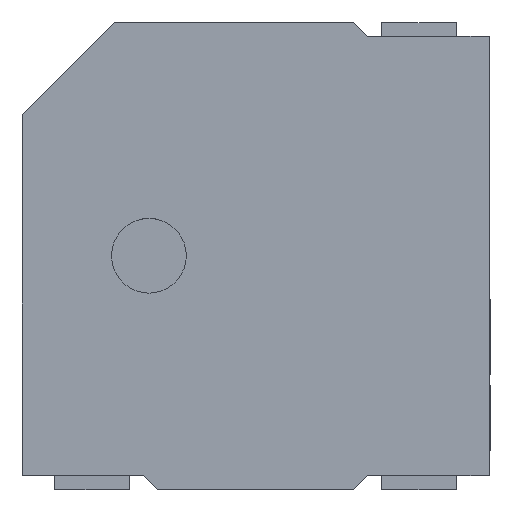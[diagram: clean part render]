
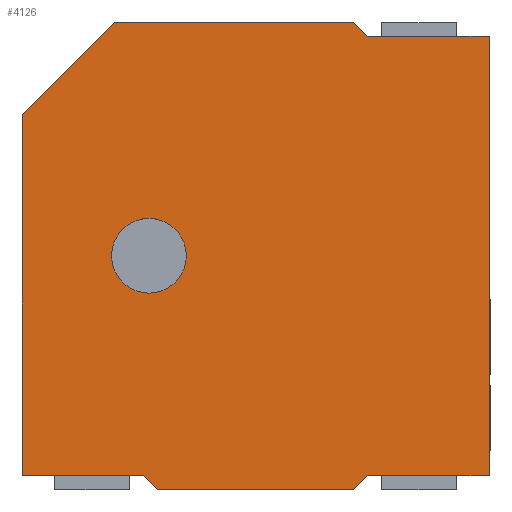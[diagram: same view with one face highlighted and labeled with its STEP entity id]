
A CAD part, top view. The second image highlights one B-rep face of the part: STEP entity #4126.
In plain terms, the highlighted planar face has unit normal (0, 0, 1).
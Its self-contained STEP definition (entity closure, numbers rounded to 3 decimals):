
#60 = VECTOR ( 'NONE', #7288, 1000. ) ;
#310 = VERTEX_POINT ( 'NONE', #16878 ) ;
#331 = VERTEX_POINT ( 'NONE', #4952 ) ;
#360 = AXIS2_PLACEMENT_3D ( 'NONE', #4777, #6804, #13227 ) ;
#524 = CARTESIAN_POINT ( 'NONE',  ( -2.5, -2.35, 3.01 ) ) ;
#1002 = VECTOR ( 'NONE', #9097, 1000. ) ;
#1090 = ORIENTED_EDGE ( 'NONE', *, *, #3341, .F. ) ;
#1152 = CARTESIAN_POINT ( 'NONE',  ( -2.5, 1.51, 3.01 ) ) ;
#1189 = VECTOR ( 'NONE', #2002, 1000. ) ;
#1573 = CARTESIAN_POINT ( 'NONE',  ( -1.141, 0., 3.01 ) ) ;
#2002 = DIRECTION ( 'NONE',  ( 1., 0., 0. ) ) ;
#2132 = CARTESIAN_POINT ( 'NONE',  ( 1.05, 2.5, 3.01 ) ) ;
#2286 = ORIENTED_EDGE ( 'NONE', *, *, #3138, .T. ) ;
#2319 = DIRECTION ( 'NONE',  ( -1., 0., 0. ) ) ;
#2603 = EDGE_CURVE ( 'NONE', #11830, #11152, #13479, .T. ) ;
#2716 = EDGE_CURVE ( 'NONE', #3520, #4386, #16162, .T. ) ;
#3138 = EDGE_CURVE ( 'NONE', #9681, #3776, #10890, .T. ) ;
#3148 = EDGE_CURVE ( 'NONE', #3776, #13896, #16092, .T. ) ;
#3240 = CARTESIAN_POINT ( 'NONE',  ( -1.541, 0., 3.01 ) ) ;
#3340 = ORIENTED_EDGE ( 'NONE', *, *, #10792, .T. ) ;
#3341 = EDGE_CURVE ( 'NONE', #11152, #11830, #9259, .T. ) ;
#3426 = LINE ( 'NONE', #16734, #1002 ) ;
#3520 = VERTEX_POINT ( 'NONE', #8959 ) ;
#3701 = EDGE_CURVE ( 'NONE', #13896, #310, #9809, .T. ) ;
#3776 = VERTEX_POINT ( 'NONE', #15248 ) ;
#3962 = LINE ( 'NONE', #15972, #10998 ) ;
#4126 = ADVANCED_FACE ( 'NONE', ( #7060, #7313 ), #9745, .F. ) ;
#4252 = DIRECTION ( 'NONE',  ( 1., 0., 0. ) ) ;
#4386 = VERTEX_POINT ( 'NONE', #12427 ) ;
#4423 = CARTESIAN_POINT ( 'NONE',  ( -2.5, -2.35, 3.01 ) ) ;
#4753 = CARTESIAN_POINT ( 'NONE',  ( -1.51, 2.5, 3.01 ) ) ;
#4777 = CARTESIAN_POINT ( 'NONE',  ( -1.141, 0., 3.01 ) ) ;
#4952 = CARTESIAN_POINT ( 'NONE',  ( 2.5, -2.35, 3.01 ) ) ;
#5104 = EDGE_LOOP ( 'NONE', ( #13860, #15879, #2286, #10626, #8251, #13682, #3340, #7969, #16088, #6014, #13174 ) ) ;
#5285 = CARTESIAN_POINT ( 'NONE',  ( -0.741, 0., 3.01 ) ) ;
#5306 = VERTEX_POINT ( 'NONE', #13324 ) ;
#5330 = CARTESIAN_POINT ( 'NONE',  ( -1.05, -2.5, 3.01 ) ) ;
#5410 = DIRECTION ( 'NONE',  ( 0., 1., 0. ) ) ;
#5702 = EDGE_CURVE ( 'NONE', #310, #331, #12527, .T. ) ;
#5790 = EDGE_CURVE ( 'NONE', #4386, #5306, #11141, .T. ) ;
#6014 = ORIENTED_EDGE ( 'NONE', *, *, #5790, .T. ) ;
#6093 = DIRECTION ( 'NONE',  ( 1., 0., 0. ) ) ;
#6248 = EDGE_LOOP ( 'NONE', ( #16005, #1090 ) ) ;
#6514 = VERTEX_POINT ( 'NONE', #524 ) ;
#6720 = CARTESIAN_POINT ( 'NONE',  ( 2.5, -2.35, 3.01 ) ) ;
#6770 = EDGE_CURVE ( 'NONE', #5306, #11370, #3962, .T. ) ;
#6801 = DIRECTION ( 'NONE',  ( 0., 0., 1. ) ) ;
#6804 = DIRECTION ( 'NONE',  ( 0., 0., 1. ) ) ;
#7060 = FACE_BOUND ( 'NONE', #6248, .T. ) ;
#7288 = DIRECTION ( 'NONE',  ( 0.707, 0.707, 0. ) ) ;
#7313 = FACE_OUTER_BOUND ( 'NONE', #5104, .T. ) ;
#7969 = ORIENTED_EDGE ( 'NONE', *, *, #8548, .T. ) ;
#8251 = ORIENTED_EDGE ( 'NONE', *, *, #3701, .T. ) ;
#8548 = EDGE_CURVE ( 'NONE', #8879, #3520, #3426, .T. ) ;
#8623 = CARTESIAN_POINT ( 'NONE',  ( 0., 0., 3.01 ) ) ;
#8713 = DIRECTION ( 'NONE',  ( 0., 0., -1. ) ) ;
#8752 = VECTOR ( 'NONE', #6093, 1000. ) ;
#8879 = VERTEX_POINT ( 'NONE', #13484 ) ;
#8959 = CARTESIAN_POINT ( 'NONE',  ( 1.2, 2.35, 3.01 ) ) ;
#9072 = VECTOR ( 'NONE', #4252, 1000. ) ;
#9097 = DIRECTION ( 'NONE',  ( -1., 0., 0. ) ) ;
#9259 = CIRCLE ( 'NONE', #360, 0.4 ) ;
#9272 = AXIS2_PLACEMENT_3D ( 'NONE', #8623, #8713, #13992 ) ;
#9681 = VERTEX_POINT ( 'NONE', #14664 ) ;
#9745 = PLANE ( 'NONE',  #9272 ) ;
#9809 = LINE ( 'NONE', #15081, #60 ) ;
#10098 = CARTESIAN_POINT ( 'NONE',  ( -2.5, -2.35, 3.01 ) ) ;
#10265 = LINE ( 'NONE', #10098, #13129 ) ;
#10626 = ORIENTED_EDGE ( 'NONE', *, *, #3148, .T. ) ;
#10697 = VECTOR ( 'NONE', #12359, 1000. ) ;
#10792 = EDGE_CURVE ( 'NONE', #331, #8879, #15826, .T. ) ;
#10890 = LINE ( 'NONE', #11949, #11302 ) ;
#10998 = VECTOR ( 'NONE', #13294, 1000. ) ;
#11141 = LINE ( 'NONE', #4753, #13171 ) ;
#11151 = LINE ( 'NONE', #4423, #1189 ) ;
#11152 = VERTEX_POINT ( 'NONE', #3240 ) ;
#11302 = VECTOR ( 'NONE', #12287, 1000. ) ;
#11370 = VERTEX_POINT ( 'NONE', #1152 ) ;
#11830 = VERTEX_POINT ( 'NONE', #5285 ) ;
#11949 = CARTESIAN_POINT ( 'NONE',  ( -1.2, -2.35, 3.01 ) ) ;
#12287 = DIRECTION ( 'NONE',  ( 0.707, -0.707, 0. ) ) ;
#12359 = DIRECTION ( 'NONE',  ( -0.707, 0.707, 0. ) ) ;
#12427 = CARTESIAN_POINT ( 'NONE',  ( 1.05, 2.5, 3.01 ) ) ;
#12527 = LINE ( 'NONE', #13650, #8752 ) ;
#12792 = DIRECTION ( 'NONE',  ( 0., -1., 0. ) ) ;
#13129 = VECTOR ( 'NONE', #12792, 1000. ) ;
#13171 = VECTOR ( 'NONE', #2319, 1000. ) ;
#13174 = ORIENTED_EDGE ( 'NONE', *, *, #6770, .T. ) ;
#13205 = AXIS2_PLACEMENT_3D ( 'NONE', #1573, #6801, #14438 ) ;
#13227 = DIRECTION ( 'NONE',  ( 1., 0., 0. ) ) ;
#13294 = DIRECTION ( 'NONE',  ( -0.707, -0.707, 0. ) ) ;
#13324 = CARTESIAN_POINT ( 'NONE',  ( -1.51, 2.5, 3.01 ) ) ;
#13479 = CIRCLE ( 'NONE', #13205, 0.4 ) ;
#13484 = CARTESIAN_POINT ( 'NONE',  ( 2.5, 2.35, 3.01 ) ) ;
#13551 = VECTOR ( 'NONE', #5410, 1000. ) ;
#13650 = CARTESIAN_POINT ( 'NONE',  ( 1.2, -2.35, 3.01 ) ) ;
#13682 = ORIENTED_EDGE ( 'NONE', *, *, #5702, .T. ) ;
#13860 = ORIENTED_EDGE ( 'NONE', *, *, #17154, .T. ) ;
#13896 = VERTEX_POINT ( 'NONE', #14405 ) ;
#13992 = DIRECTION ( 'NONE',  ( -1., 0., 0. ) ) ;
#14405 = CARTESIAN_POINT ( 'NONE',  ( 1.05, -2.5, 3.01 ) ) ;
#14438 = DIRECTION ( 'NONE',  ( 1., 0., 0. ) ) ;
#14664 = CARTESIAN_POINT ( 'NONE',  ( -1.2, -2.35, 3.01 ) ) ;
#15081 = CARTESIAN_POINT ( 'NONE',  ( 1.05, -2.5, 3.01 ) ) ;
#15248 = CARTESIAN_POINT ( 'NONE',  ( -1.05, -2.5, 3.01 ) ) ;
#15826 = LINE ( 'NONE', #6720, #13551 ) ;
#15879 = ORIENTED_EDGE ( 'NONE', *, *, #17037, .T. ) ;
#15972 = CARTESIAN_POINT ( 'NONE',  ( -2.5, 1.51, 3.01 ) ) ;
#16005 = ORIENTED_EDGE ( 'NONE', *, *, #2603, .F. ) ;
#16088 = ORIENTED_EDGE ( 'NONE', *, *, #2716, .T. ) ;
#16092 = LINE ( 'NONE', #5330, #9072 ) ;
#16162 = LINE ( 'NONE', #2132, #10697 ) ;
#16734 = CARTESIAN_POINT ( 'NONE',  ( 1.2, 2.35, 3.01 ) ) ;
#16878 = CARTESIAN_POINT ( 'NONE',  ( 1.2, -2.35, 3.01 ) ) ;
#17037 = EDGE_CURVE ( 'NONE', #6514, #9681, #11151, .T. ) ;
#17154 = EDGE_CURVE ( 'NONE', #11370, #6514, #10265, .T. ) ;
